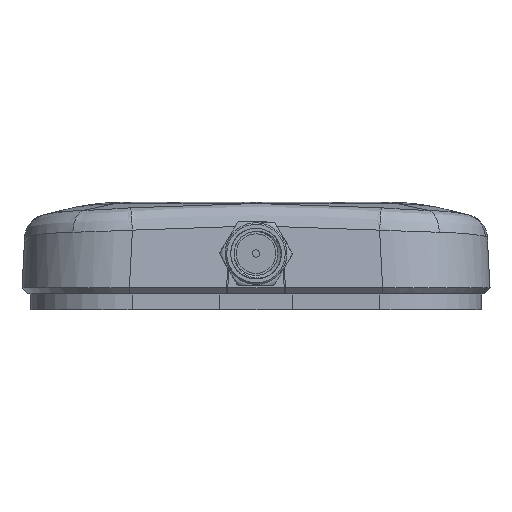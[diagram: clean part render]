
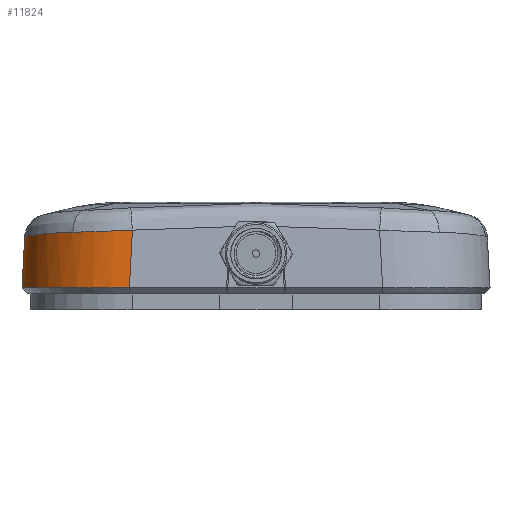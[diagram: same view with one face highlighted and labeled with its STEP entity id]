
A CAD part, front view. The second image highlights one B-rep face of the part: STEP entity #11824.
In plain terms, the highlighted cylindrical face has radius 13.6 mm (diameter 27.2 mm), a partial arc.
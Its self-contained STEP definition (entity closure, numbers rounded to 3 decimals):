
#280 = CARTESIAN_POINT ( 'NONE',  ( -25.508, -73.657, 0.606 ) ) ;
#318 = CARTESIAN_POINT ( 'NONE',  ( -15.628, -77.86, 0.971 ) ) ;
#828 = B_SPLINE_CURVE_WITH_KNOTS ( 'NONE', 3,
 ( #2346, #10919, #12460, #8181 ),
 .UNSPECIFIED., .F., .F.,
 ( 4, 4 ),
 ( 0., 1. ),
 .UNSPECIFIED. ) ;
#964 = LINE ( 'NONE', #13285, #11867 ) ;
#1066 = CARTESIAN_POINT ( 'NONE',  ( -28.853, -67.654, 0.221 ) ) ;
#1078 = CARTESIAN_POINT ( 'NONE',  ( -27.386, -72.103, -6.302 ) ) ;
#1263 = CARTESIAN_POINT ( 'NONE',  ( -22.49, -76.61, -6.302 ) ) ;
#1779 = CARTESIAN_POINT ( 'NONE',  ( -23.595, -75.318, 0.695 ) ) ;
#1792 = VERTEX_POINT ( 'NONE', #9520 ) ;
#2084 = CARTESIAN_POINT ( 'NONE',  ( -26.916, -71.898, 0.491 ) ) ;
#2346 = CARTESIAN_POINT ( 'NONE',  ( -28.995, -66.944, 0.187 ) ) ;
#2395 = CARTESIAN_POINT ( 'NONE',  ( -25.219, -74.661, -6.302 ) ) ;
#2451 = CARTESIAN_POINT ( 'NONE',  ( -23.452, -76.037, -6.302 ) ) ;
#2510 = CARTESIAN_POINT ( 'NONE',  ( -16.278, -78.239, -6.301 ) ) ;
#2578 = CARTESIAN_POINT ( 'NONE',  ( -29.31, -67.468, -6.301 ) ) ;
#2590 = AXIS2_PLACEMENT_3D ( 'NONE', #7788, #10517, #14671 ) ;
#2931 = ORIENTED_EDGE ( 'NONE', *, *, #7025, .F. ) ;
#2952 = B_SPLINE_CURVE_WITH_KNOTS ( 'NONE', 3,
 ( #5362, #11102, #15254, #2510, #16661, #6929, #8232, #5421, #15442, #15195, #9565, #3889, #1263, #2451, #13768, #5242, #2395, #8119, #12513, #5488, #1078, #6796, #4014, #9817, #14019, #12325, #2578, #18153, #16905, #6731, #5302, #18094, #6864, #15317 ),
 .UNSPECIFIED., .F., .F.,
 ( 4, 2, 2, 2, 2, 2, 2, 2, 2, 2, 2, 2, 2, 2, 2, 2, 4 ),
 ( 0., 0.005, 0.027, 0.106, 0.185, 0.264, 0.343, 0.421, 0.5, 0.579, 0.657, 0.736, 0.815, 0.894, 0.973, 0.995, 1. ),
 .UNSPECIFIED. ) ;
#2995 = CARTESIAN_POINT ( 'NONE',  ( -29.255, -64.324, 0.109 ) ) ;
#3439 = CARTESIAN_POINT ( 'NONE',  ( -26.905, -71.914, 0.492 ) ) ;
#3570 = B_SPLINE_CURVE_WITH_KNOTS ( 'NONE', 3,
 ( #9729, #12619, #5532, #18330, #6974, #3994 ),
 .UNSPECIFIED., .F., .F.,
 ( 4, 2, 4 ),
 ( 0., 0.5, 1. ),
 .UNSPECIFIED. ) ;
#3760 = ORIENTED_EDGE ( 'NONE', *, *, #14674, .T. ) ;
#3875 = CARTESIAN_POINT ( 'NONE',  ( -27.976, -70.109, 0.37 ) ) ;
#3889 = CARTESIAN_POINT ( 'NONE',  ( -21.992, -76.867, -6.302 ) ) ;
#3994 = CARTESIAN_POINT ( 'NONE',  ( -23.154, -75.61, 0.706 ) ) ;
#4014 = CARTESIAN_POINT ( 'NONE',  ( -28.217, -70.642, -6.302 ) ) ;
#4496 = VERTEX_POINT ( 'NONE', #2995 ) ;
#4570 = CARTESIAN_POINT ( 'NONE',  ( -26.039, -73.055, 0.568 ) ) ;
#4877 = CARTESIAN_POINT ( 'NONE',  ( -26.889, -71.938, 0.494 ) ) ;
#4949 = DIRECTION ( 'NONE',  ( -0.052, -0.052, -0.997 ) ) ;
#5242 = CARTESIAN_POINT ( 'NONE',  ( -24.799, -75.032, -6.302 ) ) ;
#5302 = CARTESIAN_POINT ( 'NONE',  ( -29.589, -64.928, -6.301 ) ) ;
#5362 = CARTESIAN_POINT ( 'NONE',  ( -16.009, -78.241, -6.301 ) ) ;
#5421 = CARTESIAN_POINT ( 'NONE',  ( -18.817, -77.96, -6.301 ) ) ;
#5488 = CARTESIAN_POINT ( 'NONE',  ( -27.07, -72.566, -6.302 ) ) ;
#5494 = ORIENTED_EDGE ( 'NONE', *, *, #5566, .F. ) ;
#5532 = CARTESIAN_POINT ( 'NONE',  ( -18.473, -77.632, 0.856 ) ) ;
#5566 = EDGE_CURVE ( 'NONE', #1792, #16699, #2952, .T. ) ;
#5808 = VERTEX_POINT ( 'NONE', #11343 ) ;
#5997 = CARTESIAN_POINT ( 'NONE',  ( -26.485, -72.498, 0.532 ) ) ;
#6081 = VERTEX_POINT ( 'NONE', #6339 ) ;
#6150 = DIRECTION ( 'NONE',  ( -0.052, -0.052, -0.997 ) ) ;
#6339 = CARTESIAN_POINT ( 'NONE',  ( -15.628, -77.86, 0.971 ) ) ;
#6731 = CARTESIAN_POINT ( 'NONE',  ( -29.585, -65.084, -6.301 ) ) ;
#6796 = CARTESIAN_POINT ( 'NONE',  ( -27.96, -71.141, -6.302 ) ) ;
#6864 = CARTESIAN_POINT ( 'NONE',  ( -29.59, -64.697, -6.301 ) ) ;
#6929 = CARTESIAN_POINT ( 'NONE',  ( -17.15, -78.205, -6.301 ) ) ;
#6968 = CYLINDRICAL_SURFACE ( 'NONE', #2590, 13.6 ) ;
#6974 = CARTESIAN_POINT ( 'NONE',  ( -22.152, -76.273, 0.731 ) ) ;
#7003 = VECTOR ( 'NONE', #6150, 1000. ) ;
#7025 = EDGE_CURVE ( 'NONE', #6081, #1792, #10790, .T. ) ;
#7446 = CARTESIAN_POINT ( 'NONE',  ( -26.707, -72.198, 0.512 ) ) ;
#7566 = CARTESIAN_POINT ( 'NONE',  ( -25.16, -74.003, 0.626 ) ) ;
#7689 = CARTESIAN_POINT ( 'NONE',  ( -28.995, -66.944, 0.187 ) ) ;
#7788 = CARTESIAN_POINT ( 'NONE',  ( -15.406, -64.056, 4.5 ) ) ;
#7921 = EDGE_CURVE ( 'NONE', #4496, #16699, #964, .T. ) ;
#8119 = CARTESIAN_POINT ( 'NONE',  ( -26.011, -73.869, -6.302 ) ) ;
#8181 = CARTESIAN_POINT ( 'NONE',  ( -29.255, -64.324, 0.109 ) ) ;
#8232 = CARTESIAN_POINT ( 'NONE',  ( -17.709, -78.146, -6.301 ) ) ;
#8581 = EDGE_LOOP ( 'NONE', ( #11578, #15473, #5494, #2931, #3760, #13236 ) ) ;
#8817 = CARTESIAN_POINT ( 'NONE',  ( -24.174, -74.903, 0.676 ) ) ;
#9341 = EDGE_CURVE ( 'NONE', #5808, #4496, #828, .T. ) ;
#9520 = CARTESIAN_POINT ( 'NONE',  ( -16.009, -78.241, -6.301 ) ) ;
#9565 = CARTESIAN_POINT ( 'NONE',  ( -20.966, -77.318, -6.301 ) ) ;
#9612 = CARTESIAN_POINT ( 'NONE',  ( -26.922, -71.889, 0.49 ) ) ;
#9729 = CARTESIAN_POINT ( 'NONE',  ( -15.628, -77.86, 0.971 ) ) ;
#9817 = CARTESIAN_POINT ( 'NONE',  ( -28.668, -69.616, -6.301 ) ) ;
#10467 = VERTEX_POINT ( 'NONE', #11222 ) ;
#10517 = DIRECTION ( 'NONE',  ( 0.052, 0.052, 0.997 ) ) ;
#10790 = LINE ( 'NONE', #318, #7003 ) ;
#10919 = CARTESIAN_POINT ( 'NONE',  ( -29.167, -66.085, 0.146 ) ) ;
#11102 = CARTESIAN_POINT ( 'NONE',  ( -16.047, -78.241, -6.301 ) ) ;
#11222 = CARTESIAN_POINT ( 'NONE',  ( -23.154, -75.61, 0.706 ) ) ;
#11343 = CARTESIAN_POINT ( 'NONE',  ( -28.995, -66.944, 0.187 ) ) ;
#11578 = ORIENTED_EDGE ( 'NONE', *, *, #9341, .T. ) ;
#11679 = CARTESIAN_POINT ( 'NONE',  ( -29.59, -64.659, -6.301 ) ) ;
#11719 = CARTESIAN_POINT ( 'NONE',  ( -26.773, -72.105, 0.505 ) ) ;
#11824 = ADVANCED_FACE ( 'NONE', ( #16307 ), #6968, .T. ) ;
#11867 = VECTOR ( 'NONE', #4949, 1000. ) ;
#12325 = CARTESIAN_POINT ( 'NONE',  ( -29.182, -68.015, -6.301 ) ) ;
#12440 = CARTESIAN_POINT ( 'NONE',  ( -27.529, -70.994, 0.428 ) ) ;
#12460 = CARTESIAN_POINT ( 'NONE',  ( -29.254, -65.206, 0.119 ) ) ;
#12513 = CARTESIAN_POINT ( 'NONE',  ( -26.382, -73.449, -6.302 ) ) ;
#12619 = CARTESIAN_POINT ( 'NONE',  ( -17.084, -77.863, 0.91 ) ) ;
#13236 = ORIENTED_EDGE ( 'NONE', *, *, #17227, .T. ) ;
#13285 = CARTESIAN_POINT ( 'NONE',  ( -29.255, -64.324, 0.109 ) ) ;
#13392 = CARTESIAN_POINT ( 'NONE',  ( -26.85, -71.994, 0.498 ) ) ;
#13768 = CARTESIAN_POINT ( 'NONE',  ( -23.915, -75.72, -6.302 ) ) ;
#14019 = CARTESIAN_POINT ( 'NONE',  ( -28.861, -69.09, -6.301 ) ) ;
#14065 = B_SPLINE_CURVE_WITH_KNOTS ( 'NONE', 3,
 ( #17595, #1779, #8817, #7566, #280, #4570, #14529, #5997, #15972, #7446, #11719, #13392, #4877, #3439, #2084, #9612, #12440, #3875, #16218, #1066, #7689 ),
 .UNSPECIFIED., .F., .F.,
 ( 4, 2, 2, 2, 2, 1, 1, 1, 2, 2, 2, 4 ),
 ( 0., 0.25, 0.375, 0.438, 0.469, 0.484, 0.492, 0.496, 0.498, 0.5, 0.75, 1. ),
 .UNSPECIFIED. ) ;
#14529 = CARTESIAN_POINT ( 'NONE',  ( -26.217, -72.841, 0.554 ) ) ;
#14671 = DIRECTION ( 'NONE',  ( 0.999, 0., -0.052 ) ) ;
#14674 = EDGE_CURVE ( 'NONE', #6081, #10467, #3570, .T. ) ;
#15195 = CARTESIAN_POINT ( 'NONE',  ( -20.439, -77.512, -6.301 ) ) ;
#15254 = CARTESIAN_POINT ( 'NONE',  ( -16.084, -78.241, -6.301 ) ) ;
#15317 = CARTESIAN_POINT ( 'NONE',  ( -29.59, -64.659, -6.301 ) ) ;
#15442 = CARTESIAN_POINT ( 'NONE',  ( -19.365, -77.833, -6.301 ) ) ;
#15473 = ORIENTED_EDGE ( 'NONE', *, *, #7921, .T. ) ;
#15972 = CARTESIAN_POINT ( 'NONE',  ( -26.574, -72.38, 0.524 ) ) ;
#16218 = CARTESIAN_POINT ( 'NONE',  ( -28.638, -68.439, 0.266 ) ) ;
#16307 = FACE_OUTER_BOUND ( 'NONE', #8581, .T. ) ;
#16661 = CARTESIAN_POINT ( 'NONE',  ( -16.433, -78.235, -6.301 ) ) ;
#16699 = VERTEX_POINT ( 'NONE', #11679 ) ;
#16905 = CARTESIAN_POINT ( 'NONE',  ( -29.554, -65.801, -6.301 ) ) ;
#17227 = EDGE_CURVE ( 'NONE', #10467, #5808, #14065, .T. ) ;
#17595 = CARTESIAN_POINT ( 'NONE',  ( -23.154, -75.61, 0.706 ) ) ;
#18094 = CARTESIAN_POINT ( 'NONE',  ( -29.59, -64.735, -6.301 ) ) ;
#18153 = CARTESIAN_POINT ( 'NONE',  ( -29.496, -66.36, -6.301 ) ) ;
#18330 = CARTESIAN_POINT ( 'NONE',  ( -21.007, -76.837, 0.767 ) ) ;
